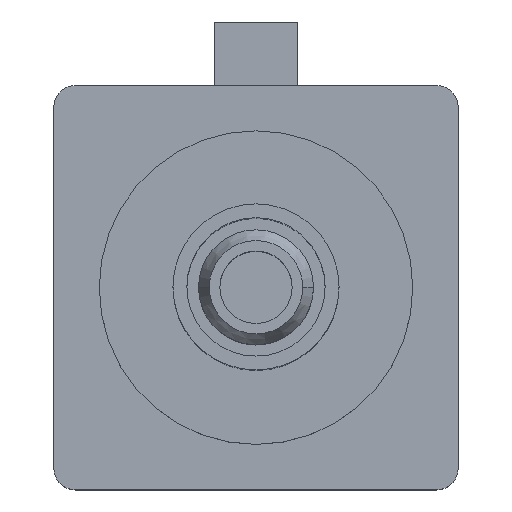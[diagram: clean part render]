
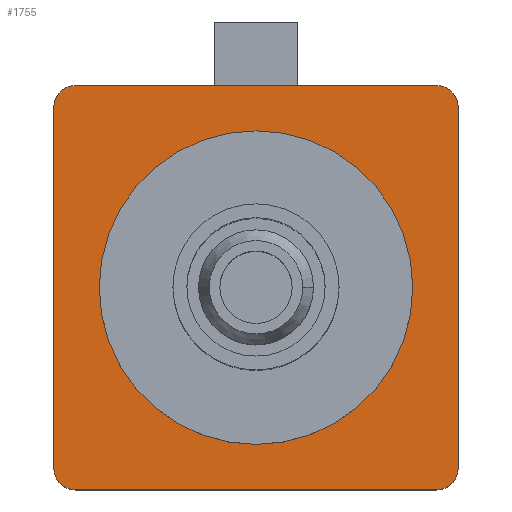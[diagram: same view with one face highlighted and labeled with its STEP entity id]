
A CAD part, top view. The second image highlights one B-rep face of the part: STEP entity #1755.
In plain terms, the highlighted planar face has unit normal (0, 0, 1).
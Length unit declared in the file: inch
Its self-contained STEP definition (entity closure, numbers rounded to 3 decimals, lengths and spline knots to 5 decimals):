
#10 = CARTESIAN_POINT ( 'NONE',  ( -0.18701, -0.18701, 0. ) ) ;
#40 = ORIENTED_EDGE ( 'NONE', *, *, #1125, .T. ) ;
#95 = CARTESIAN_POINT ( 'NONE',  ( 0.16701, 0.16701, 0. ) ) ;
#150 = CARTESIAN_POINT ( 'NONE',  ( -0.16701, 0.16701, 0. ) ) ;
#157 = AXIS2_PLACEMENT_3D ( 'NONE', #2033, #1056, #1648 ) ;
#169 = PLANE ( 'NONE',  #1620 ) ;
#242 = ORIENTED_EDGE ( 'NONE', *, *, #555, .T. ) ;
#250 = EDGE_CURVE ( 'NONE', #1143, #2255, #1762, .T. ) ;
#254 = CARTESIAN_POINT ( 'NONE',  ( 0.18701, -0.18701, 0. ) ) ;
#294 = CIRCLE ( 'NONE', #1520, 0.02 ) ;
#346 = CARTESIAN_POINT ( 'NONE',  ( -0.16701, 0.18701, 0. ) ) ;
#367 = CARTESIAN_POINT ( 'NONE',  ( 0., 0., 0. ) ) ;
#374 = EDGE_LOOP ( 'NONE', ( #1958, #2429 ) ) ;
#375 = CARTESIAN_POINT ( 'NONE',  ( -0.18701, -0.18701, 0. ) ) ;
#387 = DIRECTION ( 'NONE',  ( 0., 0., -1. ) ) ;
#407 = LINE ( 'NONE', #375, #900 ) ;
#422 = DIRECTION ( 'NONE',  ( 0., -1., 0. ) ) ;
#449 = EDGE_CURVE ( 'NONE', #464, #2522, #717, .T. ) ;
#450 = CARTESIAN_POINT ( 'NONE',  ( 0.18701, 0.16701, 0. ) ) ;
#464 = VERTEX_POINT ( 'NONE', #865 ) ;
#491 = CIRCLE ( 'NONE', #823, 0.02 ) ;
#495 = VERTEX_POINT ( 'NONE', #1072 ) ;
#507 = DIRECTION ( 'NONE',  ( 0., 0., 1. ) ) ;
#516 = AXIS2_PLACEMENT_3D ( 'NONE', #1599, #1882, #845 ) ;
#555 = EDGE_CURVE ( 'NONE', #1137, #1818, #294, .T. ) ;
#560 = FACE_OUTER_BOUND ( 'NONE', #733, .T. ) ;
#627 = DIRECTION ( 'NONE',  ( 0., 1., 0. ) ) ;
#685 = DIRECTION ( 'NONE',  ( -1., 0., 0. ) ) ;
#690 = CARTESIAN_POINT ( 'NONE',  ( 0.16701, -0.16701, 0. ) ) ;
#698 = DIRECTION ( 'NONE',  ( -1., 0., 0. ) ) ;
#717 = CIRCLE ( 'NONE', #157, 0.02 ) ;
#733 = EDGE_LOOP ( 'NONE', ( #40, #1487, #1568, #2553, #1569, #2200, #969, #242 ) ) ;
#739 = EDGE_CURVE ( 'NONE', #2242, #495, #1021, .T. ) ;
#811 = VECTOR ( 'NONE', #1224, 39.37008 ) ;
#817 = EDGE_CURVE ( 'NONE', #1770, #1143, #2088, .T. ) ;
#823 = AXIS2_PLACEMENT_3D ( 'NONE', #95, #2079, #698 ) ;
#845 = DIRECTION ( 'NONE',  ( -1., 0., 0. ) ) ;
#865 = CARTESIAN_POINT ( 'NONE',  ( -0.18701, -0.16701, 0. ) ) ;
#900 = VECTOR ( 'NONE', #422, 39.37008 ) ;
#951 = CARTESIAN_POINT ( 'NONE',  ( -0.145, 0., 0. ) ) ;
#969 = ORIENTED_EDGE ( 'NONE', *, *, #1796, .T. ) ;
#973 = CIRCLE ( 'NONE', #516, 0.145 ) ;
#1021 = CIRCLE ( 'NONE', #2010, 0.145 ) ;
#1056 = DIRECTION ( 'NONE',  ( 0., 0., 1. ) ) ;
#1072 = CARTESIAN_POINT ( 'NONE',  ( 0.145, 0., 0. ) ) ;
#1125 = EDGE_CURVE ( 'NONE', #1818, #1930, #2414, .T. ) ;
#1137 = VERTEX_POINT ( 'NONE', #2455 ) ;
#1143 = VERTEX_POINT ( 'NONE', #346 ) ;
#1167 = CARTESIAN_POINT ( 'NONE',  ( 0.16701, 0.18701, 0. ) ) ;
#1168 = DIRECTION ( 'NONE',  ( -1., 0., 0. ) ) ;
#1176 = AXIS2_PLACEMENT_3D ( 'NONE', #150, #2156, #1168 ) ;
#1188 = VECTOR ( 'NONE', #627, 39.37008 ) ;
#1224 = DIRECTION ( 'NONE',  ( 1., 0., 0. ) ) ;
#1321 = CARTESIAN_POINT ( 'NONE',  ( -0.18701, 0.18701, 0. ) ) ;
#1336 = EDGE_CURVE ( 'NONE', #2255, #464, #407, .T. ) ;
#1364 = FACE_BOUND ( 'NONE', #374, .T. ) ;
#1376 = EDGE_CURVE ( 'NONE', #495, #2242, #973, .T. ) ;
#1424 = LINE ( 'NONE', #10, #811 ) ;
#1487 = ORIENTED_EDGE ( 'NONE', *, *, #2531, .T. ) ;
#1494 = DIRECTION ( 'NONE',  ( -1., 0., 0. ) ) ;
#1499 = DIRECTION ( 'NONE',  ( -1., 0., 0. ) ) ;
#1520 = AXIS2_PLACEMENT_3D ( 'NONE', #690, #507, #1499 ) ;
#1568 = ORIENTED_EDGE ( 'NONE', *, *, #817, .T. ) ;
#1569 = ORIENTED_EDGE ( 'NONE', *, *, #1336, .T. ) ;
#1599 = CARTESIAN_POINT ( 'NONE',  ( 0., 0., 0. ) ) ;
#1620 = AXIS2_PLACEMENT_3D ( 'NONE', #367, #387, #1815 ) ;
#1648 = DIRECTION ( 'NONE',  ( -1., 0., 0. ) ) ;
#1676 = CARTESIAN_POINT ( 'NONE',  ( 0.18701, -0.16701, 0. ) ) ;
#1705 = CARTESIAN_POINT ( 'NONE',  ( 0., 0., 0. ) ) ;
#1755 = ADVANCED_FACE ( 'NONE', ( #560, #1364 ), #169, .F. ) ;
#1762 = CIRCLE ( 'NONE', #1176, 0.02 ) ;
#1770 = VERTEX_POINT ( 'NONE', #1167 ) ;
#1796 = EDGE_CURVE ( 'NONE', #2522, #1137, #1424, .T. ) ;
#1815 = DIRECTION ( 'NONE',  ( -1., 0., 0. ) ) ;
#1818 = VERTEX_POINT ( 'NONE', #1676 ) ;
#1882 = DIRECTION ( 'NONE',  ( 0., 0., 1. ) ) ;
#1897 = DIRECTION ( 'NONE',  ( 0., 0., 1. ) ) ;
#1930 = VERTEX_POINT ( 'NONE', #450 ) ;
#1958 = ORIENTED_EDGE ( 'NONE', *, *, #739, .F. ) ;
#1968 = CARTESIAN_POINT ( 'NONE',  ( -0.18701, 0.16701, 0. ) ) ;
#2010 = AXIS2_PLACEMENT_3D ( 'NONE', #1705, #1897, #685 ) ;
#2033 = CARTESIAN_POINT ( 'NONE',  ( -0.16701, -0.16701, 0. ) ) ;
#2067 = CARTESIAN_POINT ( 'NONE',  ( -0.16701, -0.18701, 0. ) ) ;
#2079 = DIRECTION ( 'NONE',  ( 0., 0., 1. ) ) ;
#2088 = LINE ( 'NONE', #1321, #2175 ) ;
#2156 = DIRECTION ( 'NONE',  ( 0., 0., 1. ) ) ;
#2175 = VECTOR ( 'NONE', #1494, 39.37008 ) ;
#2200 = ORIENTED_EDGE ( 'NONE', *, *, #449, .T. ) ;
#2242 = VERTEX_POINT ( 'NONE', #951 ) ;
#2255 = VERTEX_POINT ( 'NONE', #1968 ) ;
#2414 = LINE ( 'NONE', #254, #1188 ) ;
#2429 = ORIENTED_EDGE ( 'NONE', *, *, #1376, .F. ) ;
#2455 = CARTESIAN_POINT ( 'NONE',  ( 0.16701, -0.18701, 0. ) ) ;
#2522 = VERTEX_POINT ( 'NONE', #2067 ) ;
#2531 = EDGE_CURVE ( 'NONE', #1930, #1770, #491, .T. ) ;
#2553 = ORIENTED_EDGE ( 'NONE', *, *, #250, .T. ) ;
